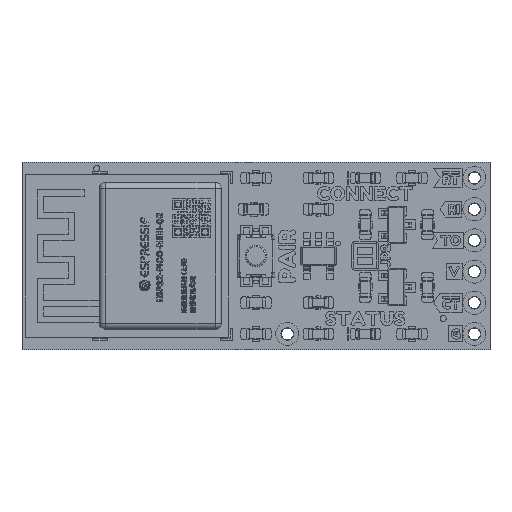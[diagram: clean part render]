
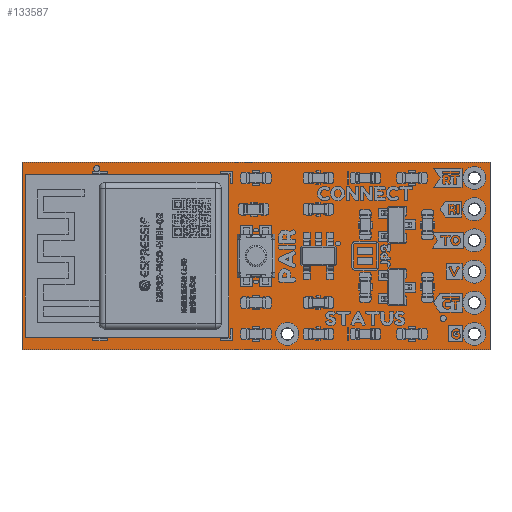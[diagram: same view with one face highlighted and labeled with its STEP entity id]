
A CAD part, top view. The second image highlights one B-rep face of the part: STEP entity #133587.
In plain terms, the highlighted planar face has unit normal (0, 0, 1).
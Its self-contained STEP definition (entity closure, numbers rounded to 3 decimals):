
#133398 = VERTEX_POINT('',#133399);
#133399 = CARTESIAN_POINT('',(38.1,0.,1.51));
#133405 = EDGE_CURVE('',#133398,#133406,#133408,.T.);
#133406 = VERTEX_POINT('',#133407);
#133407 = CARTESIAN_POINT('',(0.,0.,1.51));
#133408 = LINE('',#133409,#133410);
#133409 = CARTESIAN_POINT('',(38.1,0.,1.51));
#133410 = VECTOR('',#133411,1.);
#133411 = DIRECTION('',(-1.,0.,0.));
#133438 = VERTEX_POINT('',#133439);
#133439 = CARTESIAN_POINT('',(38.1,15.24,1.51));
#133445 = EDGE_CURVE('',#133438,#133398,#133446,.T.);
#133446 = LINE('',#133447,#133448);
#133447 = CARTESIAN_POINT('',(38.1,15.24,1.51));
#133448 = VECTOR('',#133449,1.);
#133449 = DIRECTION('',(0.,-1.,0.));
#133467 = EDGE_CURVE('',#133406,#133468,#133470,.T.);
#133468 = VERTEX_POINT('',#133469);
#133469 = CARTESIAN_POINT('',(0.,15.24,1.51));
#133470 = LINE('',#133471,#133472);
#133471 = CARTESIAN_POINT('',(0.,0.,1.51));
#133472 = VECTOR('',#133473,1.);
#133473 = DIRECTION('',(0.,1.,0.));
#133587 = ADVANCED_FACE('',(#133588,#133599,#133610,#133621,#133632,
    #133643,#133654,#133665),#133676,.T.);
#133588 = FACE_BOUND('',#133589,.T.);
#133589 = EDGE_LOOP('',(#133590,#133591,#133592,#133598));
#133590 = ORIENTED_EDGE('',*,*,#133405,.F.);
#133591 = ORIENTED_EDGE('',*,*,#133445,.F.);
#133592 = ORIENTED_EDGE('',*,*,#133593,.F.);
#133593 = EDGE_CURVE('',#133468,#133438,#133594,.T.);
#133594 = LINE('',#133595,#133596);
#133595 = CARTESIAN_POINT('',(0.,15.24,1.51));
#133596 = VECTOR('',#133597,1.);
#133597 = DIRECTION('',(1.,0.,0.));
#133598 = ORIENTED_EDGE('',*,*,#133467,.F.);
#133599 = FACE_BOUND('',#133600,.T.);
#133600 = EDGE_LOOP('',(#133601));
#133601 = ORIENTED_EDGE('',*,*,#133602,.T.);
#133602 = EDGE_CURVE('',#133603,#133603,#133605,.T.);
#133603 = VERTEX_POINT('',#133604);
#133604 = CARTESIAN_POINT('',(21.59,0.762,1.51));
#133605 = CIRCLE('',#133606,0.508);
#133606 = AXIS2_PLACEMENT_3D('',#133607,#133608,#133609);
#133607 = CARTESIAN_POINT('',(21.59,1.27,1.51));
#133608 = DIRECTION('',(-0.,0.,-1.));
#133609 = DIRECTION('',(-0.,-1.,0.));
#133610 = FACE_BOUND('',#133611,.T.);
#133611 = EDGE_LOOP('',(#133612));
#133612 = ORIENTED_EDGE('',*,*,#133613,.T.);
#133613 = EDGE_CURVE('',#133614,#133614,#133616,.T.);
#133614 = VERTEX_POINT('',#133615);
#133615 = CARTESIAN_POINT('',(36.83,0.762,1.51));
#133616 = CIRCLE('',#133617,0.508);
#133617 = AXIS2_PLACEMENT_3D('',#133618,#133619,#133620);
#133618 = CARTESIAN_POINT('',(36.83,1.27,1.51));
#133619 = DIRECTION('',(-0.,0.,-1.));
#133620 = DIRECTION('',(-0.,-1.,0.));
#133621 = FACE_BOUND('',#133622,.T.);
#133622 = EDGE_LOOP('',(#133623));
#133623 = ORIENTED_EDGE('',*,*,#133624,.T.);
#133624 = EDGE_CURVE('',#133625,#133625,#133627,.T.);
#133625 = VERTEX_POINT('',#133626);
#133626 = CARTESIAN_POINT('',(36.83,3.302,1.51));
#133627 = CIRCLE('',#133628,0.508);
#133628 = AXIS2_PLACEMENT_3D('',#133629,#133630,#133631);
#133629 = CARTESIAN_POINT('',(36.83,3.81,1.51));
#133630 = DIRECTION('',(-0.,0.,-1.));
#133631 = DIRECTION('',(-0.,-1.,0.));
#133632 = FACE_BOUND('',#133633,.T.);
#133633 = EDGE_LOOP('',(#133634));
#133634 = ORIENTED_EDGE('',*,*,#133635,.T.);
#133635 = EDGE_CURVE('',#133636,#133636,#133638,.T.);
#133636 = VERTEX_POINT('',#133637);
#133637 = CARTESIAN_POINT('',(36.83,5.842,1.51));
#133638 = CIRCLE('',#133639,0.508);
#133639 = AXIS2_PLACEMENT_3D('',#133640,#133641,#133642);
#133640 = CARTESIAN_POINT('',(36.83,6.35,1.51));
#133641 = DIRECTION('',(-0.,0.,-1.));
#133642 = DIRECTION('',(-0.,-1.,0.));
#133643 = FACE_BOUND('',#133644,.T.);
#133644 = EDGE_LOOP('',(#133645));
#133645 = ORIENTED_EDGE('',*,*,#133646,.T.);
#133646 = EDGE_CURVE('',#133647,#133647,#133649,.T.);
#133647 = VERTEX_POINT('',#133648);
#133648 = CARTESIAN_POINT('',(36.83,8.382,1.51));
#133649 = CIRCLE('',#133650,0.508);
#133650 = AXIS2_PLACEMENT_3D('',#133651,#133652,#133653);
#133651 = CARTESIAN_POINT('',(36.83,8.89,1.51));
#133652 = DIRECTION('',(-0.,0.,-1.));
#133653 = DIRECTION('',(-0.,-1.,0.));
#133654 = FACE_BOUND('',#133655,.T.);
#133655 = EDGE_LOOP('',(#133656));
#133656 = ORIENTED_EDGE('',*,*,#133657,.T.);
#133657 = EDGE_CURVE('',#133658,#133658,#133660,.T.);
#133658 = VERTEX_POINT('',#133659);
#133659 = CARTESIAN_POINT('',(36.83,10.922,1.51));
#133660 = CIRCLE('',#133661,0.508);
#133661 = AXIS2_PLACEMENT_3D('',#133662,#133663,#133664);
#133662 = CARTESIAN_POINT('',(36.83,11.43,1.51));
#133663 = DIRECTION('',(-0.,0.,-1.));
#133664 = DIRECTION('',(-0.,-1.,0.));
#133665 = FACE_BOUND('',#133666,.T.);
#133666 = EDGE_LOOP('',(#133667));
#133667 = ORIENTED_EDGE('',*,*,#133668,.T.);
#133668 = EDGE_CURVE('',#133669,#133669,#133671,.T.);
#133669 = VERTEX_POINT('',#133670);
#133670 = CARTESIAN_POINT('',(36.83,13.462,1.51));
#133671 = CIRCLE('',#133672,0.508);
#133672 = AXIS2_PLACEMENT_3D('',#133673,#133674,#133675);
#133673 = CARTESIAN_POINT('',(36.83,13.97,1.51));
#133674 = DIRECTION('',(-0.,0.,-1.));
#133675 = DIRECTION('',(-0.,-1.,0.));
#133676 = PLANE('',#133677);
#133677 = AXIS2_PLACEMENT_3D('',#133678,#133679,#133680);
#133678 = CARTESIAN_POINT('',(0.,0.,1.51));
#133679 = DIRECTION('',(0.,0.,1.));
#133680 = DIRECTION('',(1.,0.,-0.));
